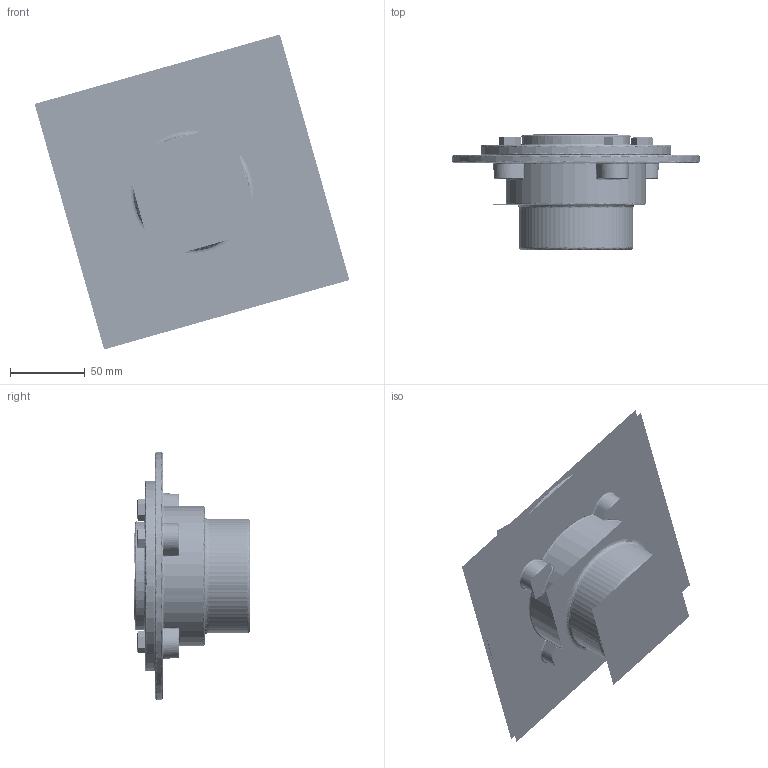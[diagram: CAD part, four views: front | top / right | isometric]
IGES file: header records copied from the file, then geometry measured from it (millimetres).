
Start section:  PTC IGES file: 278a-01.igs
Global section: file name: 278a-01.igs; native system: Creo Parametric by Parametric Technology Corporation; preprocessor: 2013150; author: rsmith; organization: Unknown; date: 20140825.083846; units: inch
Bounding box: 210.06 x 77.75 x 210.15 mm (x, y, z)
Surface area: 334645.8 mm2 (no closed solid volume)
Topology: 0 solids, 0 shells, 1912 faces, 24984 edges, 33058 vertices
Faces by surface type: revolution 1540, bspline 372
